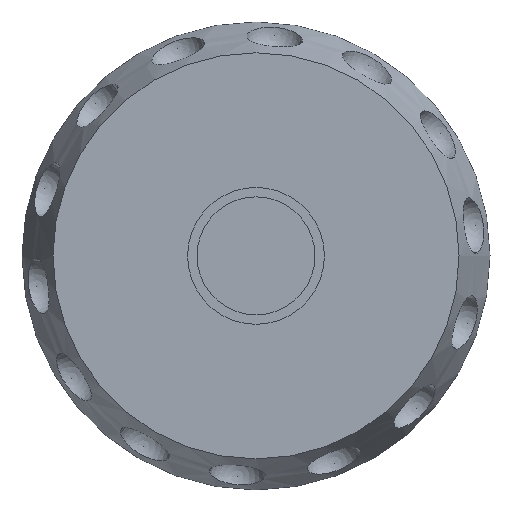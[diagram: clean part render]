
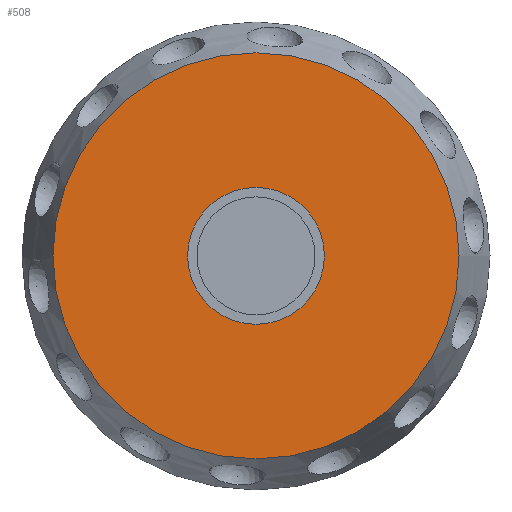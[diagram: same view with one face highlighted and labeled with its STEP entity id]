
A CAD part, top view. The second image highlights one B-rep face of the part: STEP entity #508.
In plain terms, the highlighted planar face has unit normal (0, 0, 1).
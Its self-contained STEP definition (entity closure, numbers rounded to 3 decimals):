
#68=FACE_BOUND('',#157,.T.);
#121=FACE_OUTER_BOUND('',#156,.T.);
#156=EDGE_LOOP('',(#388));
#157=EDGE_LOOP('',(#389));
#201=CIRCLE('',#561,14.5);
#203=CIRCLE('',#565,43.029);
#233=VERTEX_POINT('',#777);
#235=VERTEX_POINT('',#784);
#299=EDGE_CURVE('',#233,#233,#201,.T.);
#302=EDGE_CURVE('',#235,#235,#203,.T.);
#388=ORIENTED_EDGE('',*,*,#302,.F.);
#389=ORIENTED_EDGE('',*,*,#299,.T.);
#493=PLANE('',#564);
#508=ADVANCED_FACE('',(#121,#68),#493,.T.);
#561=AXIS2_PLACEMENT_3D('',#778,#651,#652);
#564=AXIS2_PLACEMENT_3D('',#783,#658,#659);
#565=AXIS2_PLACEMENT_3D('',#785,#660,#661);
#651=DIRECTION('center_axis',(0.,0.,-1.));
#652=DIRECTION('ref_axis',(-1.,0.,0.));
#658=DIRECTION('center_axis',(0.,0.,1.));
#659=DIRECTION('ref_axis',(-1.,0.,0.));
#660=DIRECTION('center_axis',(0.,0.,-1.));
#661=DIRECTION('ref_axis',(-1.,0.,0.));
#777=CARTESIAN_POINT('',(-75.5,125.,44.));
#778=CARTESIAN_POINT('Origin',(-90.,125.,44.));
#783=CARTESIAN_POINT('Origin',(-90.,125.,44.));
#784=CARTESIAN_POINT('',(-46.971,125.,44.));
#785=CARTESIAN_POINT('Origin',(-90.,125.,44.));
